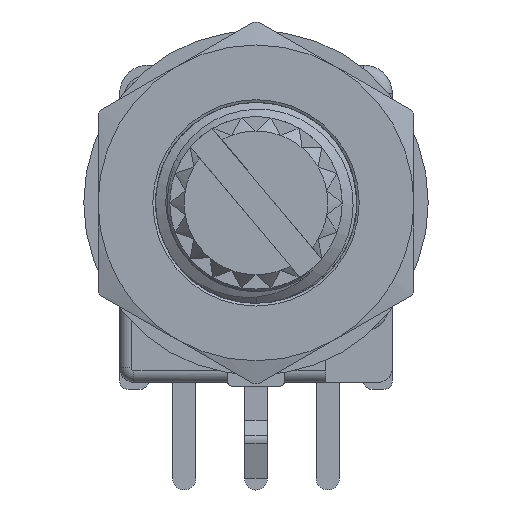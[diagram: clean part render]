
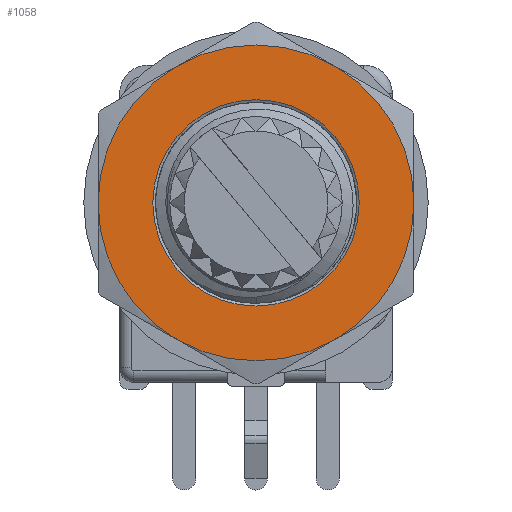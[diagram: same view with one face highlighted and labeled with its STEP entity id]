
A CAD part, front view. The second image highlights one B-rep face of the part: STEP entity #1058.
In plain terms, the highlighted planar face has unit normal (0, -1, 0).
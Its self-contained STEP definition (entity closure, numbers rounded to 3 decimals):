
#1058=ADVANCED_FACE('',(#9459,#9461),#9463,.T.);
#9459=FACE_BOUND('',#9460,.T.);
#9460=EDGE_LOOP('',(#12951,#12952,#12953,#12954,#12955,#12956));
#9461=FACE_BOUND('',#9462,.T.);
#9462=EDGE_LOOP('',(#12957));
#9463=PLANE('',#9464);
#9464=AXIS2_PLACEMENT_3D('',#9465,#9466,#9467);
#9465=CARTESIAN_POINT('',(0.,-3.3,6.5));
#9466=DIRECTION('',(0.,-1.,0.));
#9467=DIRECTION('',(0.,0.,-1.));
#12951=ORIENTED_EDGE('',*,*,#14543,.F.);
#12952=ORIENTED_EDGE('',*,*,#14544,.F.);
#12953=ORIENTED_EDGE('',*,*,#14545,.F.);
#12954=ORIENTED_EDGE('',*,*,#14546,.F.);
#12955=ORIENTED_EDGE('',*,*,#14547,.F.);
#12956=ORIENTED_EDGE('',*,*,#14548,.F.);
#12957=ORIENTED_EDGE('',*,*,#14530,.T.);
#14530=EDGE_CURVE('',#15530,#15530,#15531,.T.);
#14543=EDGE_CURVE('',#15552,#15553,#15554,.T.);
#14544=EDGE_CURVE('',#15555,#15552,#15556,.T.);
#14545=EDGE_CURVE('',#15557,#15555,#15558,.T.);
#14546=EDGE_CURVE('',#15559,#15557,#15560,.T.);
#14547=EDGE_CURVE('',#15561,#15559,#15562,.T.);
#14548=EDGE_CURVE('',#15553,#15561,#15563,.T.);
#15530=VERTEX_POINT('',#19013);
#15531=CIRCLE('',#19014,3.594);
#15552=VERTEX_POINT('',#19580);
#15553=VERTEX_POINT('',#19581);
#15554=CIRCLE('',#19582,5.5);
#15555=VERTEX_POINT('',#19586);
#15556=CIRCLE('',#19587,5.5);
#15557=VERTEX_POINT('',#19591);
#15558=CIRCLE('',#19592,5.5);
#15559=VERTEX_POINT('',#19596);
#15560=CIRCLE('',#19597,5.5);
#15561=VERTEX_POINT('',#19601);
#15562=CIRCLE('',#19602,5.5);
#15563=CIRCLE('',#19606,5.5);
#19013=CARTESIAN_POINT('',(0.,-3.3,2.906));
#19014=AXIS2_PLACEMENT_3D('',#19015,#19016,#19017);
#19015=CARTESIAN_POINT('',(0.,-3.3,6.5));
#19016=DIRECTION('',(-0.,1.,-0.));
#19017=DIRECTION('',(0.,0.,-1.));
#19580=CARTESIAN_POINT('',(5.5,-3.3,6.5));
#19581=CARTESIAN_POINT('',(2.75,-3.3,1.737));
#19582=AXIS2_PLACEMENT_3D('',#19583,#19584,#19585);
#19583=CARTESIAN_POINT('',(0.,-3.3,6.5));
#19584=DIRECTION('',(0.,1.,0.));
#19585=DIRECTION('',(1.,0.,0.));
#19586=CARTESIAN_POINT('',(2.75,-3.3,11.263));
#19587=AXIS2_PLACEMENT_3D('',#19588,#19589,#19590);
#19588=CARTESIAN_POINT('',(0.,-3.3,6.5));
#19589=DIRECTION('',(0.,1.,0.));
#19590=DIRECTION('',(0.5,0.,0.866));
#19591=CARTESIAN_POINT('',(-2.75,-3.3,11.263));
#19592=AXIS2_PLACEMENT_3D('',#19593,#19594,#19595);
#19593=CARTESIAN_POINT('',(0.,-3.3,6.5));
#19594=DIRECTION('',(0.,1.,0.));
#19595=DIRECTION('',(-0.5,0.,0.866));
#19596=CARTESIAN_POINT('',(-5.5,-3.3,6.5));
#19597=AXIS2_PLACEMENT_3D('',#19598,#19599,#19600);
#19598=CARTESIAN_POINT('',(0.,-3.3,6.5));
#19599=DIRECTION('',(0.,1.,0.));
#19600=DIRECTION('',(-1.,0.,0.));
#19601=CARTESIAN_POINT('',(-2.75,-3.3,1.737));
#19602=AXIS2_PLACEMENT_3D('',#19603,#19604,#19605);
#19603=CARTESIAN_POINT('',(0.,-3.3,6.5));
#19604=DIRECTION('',(0.,1.,0.));
#19605=DIRECTION('',(-0.5,0.,-0.866));
#19606=AXIS2_PLACEMENT_3D('',#19607,#19608,#19609);
#19607=CARTESIAN_POINT('',(0.,-3.3,6.5));
#19608=DIRECTION('',(0.,1.,0.));
#19609=DIRECTION('',(0.5,0.,-0.866));
